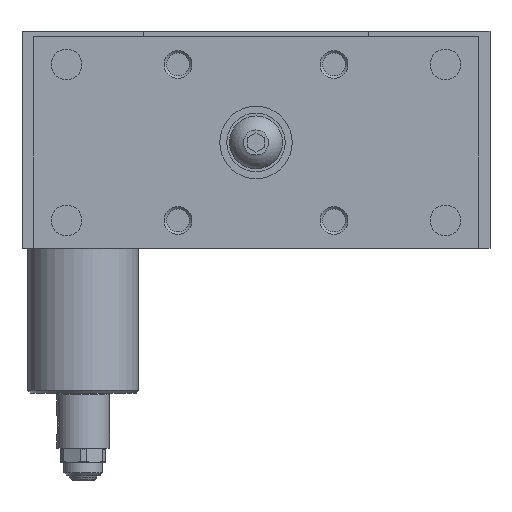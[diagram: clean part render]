
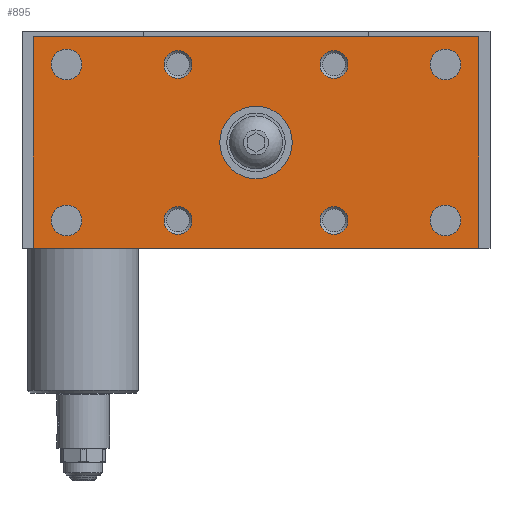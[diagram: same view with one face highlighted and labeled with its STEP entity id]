
A CAD part, left-side view. The second image highlights one B-rep face of the part: STEP entity #895.
In plain terms, the highlighted planar face has unit normal (-1, 0, 0).
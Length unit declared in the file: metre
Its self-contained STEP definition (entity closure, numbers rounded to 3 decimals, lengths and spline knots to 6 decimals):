
#895 = ADVANCED_FACE( '', ( #2005, #2006, #2007, #2008, #2009, #2010, #2011, #2012, #2013, #2014 ), #2015, .F. );
#2005 = FACE_BOUND( '', #3131, .T. );
#2006 = FACE_BOUND( '', #3132, .T. );
#2007 = FACE_BOUND( '', #3133, .T. );
#2008 = FACE_BOUND( '', #3134, .T. );
#2009 = FACE_BOUND( '', #3135, .T. );
#2010 = FACE_BOUND( '', #3136, .T. );
#2011 = FACE_BOUND( '', #3137, .T. );
#2012 = FACE_BOUND( '', #3138, .T. );
#2013 = FACE_BOUND( '', #3139, .T. );
#2014 = FACE_OUTER_BOUND( '', #3140, .T. );
#2015 = PLANE( '', #3141 );
#3131 = EDGE_LOOP( '', ( #5255 ) );
#3132 = EDGE_LOOP( '', ( #5256 ) );
#3133 = EDGE_LOOP( '', ( #5257 ) );
#3134 = EDGE_LOOP( '', ( #5258 ) );
#3135 = EDGE_LOOP( '', ( #5259 ) );
#3136 = EDGE_LOOP( '', ( #5260 ) );
#3137 = EDGE_LOOP( '', ( #5261 ) );
#3138 = EDGE_LOOP( '', ( #5262 ) );
#3139 = EDGE_LOOP( '', ( #5263 ) );
#3140 = EDGE_LOOP( '', ( #5264, #5265, #5266, #5267 ) );
#3141 = AXIS2_PLACEMENT_3D( '', #5268, #5269, #5270 );
#5255 = ORIENTED_EDGE( '', *, *, #5800, .T. );
#5256 = ORIENTED_EDGE( '', *, *, #5507, .T. );
#5257 = ORIENTED_EDGE( '', *, *, #5756, .T. );
#5258 = ORIENTED_EDGE( '', *, *, #5639, .T. );
#5259 = ORIENTED_EDGE( '', *, *, #5970, .T. );
#5260 = ORIENTED_EDGE( '', *, *, #6058, .T. );
#5261 = ORIENTED_EDGE( '', *, *, #5436, .F. );
#5262 = ORIENTED_EDGE( '', *, *, #6065, .F. );
#5263 = ORIENTED_EDGE( '', *, *, #5981, .T. );
#5264 = ORIENTED_EDGE( '', *, *, #5344, .T. );
#5265 = ORIENTED_EDGE( '', *, *, #5932, .T. );
#5266 = ORIENTED_EDGE( '', *, *, #5943, .T. );
#5267 = ORIENTED_EDGE( '', *, *, #5979, .T. );
#5268 = CARTESIAN_POINT( '', ( -0.015, 0.04, -0.001 ) );
#5269 = DIRECTION( '', ( 1., 0., 0. ) );
#5270 = DIRECTION( '', ( 0., 0., 1. ) );
#5344 = EDGE_CURVE( '', #6144, #6142, #6145, .T. );
#5436 = EDGE_CURVE( '', #6304, #6304, #6305, .T. );
#5507 = EDGE_CURVE( '', #6420, #6420, #6421, .T. );
#5639 = EDGE_CURVE( '', #6641, #6641, #6642, .T. );
#5756 = EDGE_CURVE( '', #6818, #6818, #6819, .T. );
#5800 = EDGE_CURVE( '', #6882, #6882, #6883, .T. );
#5932 = EDGE_CURVE( '', #6142, #7061, #7063, .T. );
#5943 = EDGE_CURVE( '', #7061, #7075, #7077, .T. );
#5970 = EDGE_CURVE( '', #7110, #7110, #7111, .T. );
#5979 = EDGE_CURVE( '', #7075, #6144, #7122, .T. );
#5981 = EDGE_CURVE( '', #7124, #7124, #7125, .T. );
#6058 = EDGE_CURVE( '', #7218, #7218, #7219, .T. );
#6065 = EDGE_CURVE( '', #7227, #7227, #7228, .T. );
#6142 = VERTEX_POINT( '', #7309 );
#6144 = VERTEX_POINT( '', #7312 );
#6145 = LINE( '', #7313, #7314 );
#6304 = VERTEX_POINT( '', #7593 );
#6305 = CIRCLE( '', #7594, 0.0025 );
#6420 = VERTEX_POINT( '', #7816 );
#6421 = CIRCLE( '', #7817, 0.00275 );
#6641 = VERTEX_POINT( '', #8188 );
#6642 = CIRCLE( '', #8189, 0.00275 );
#6818 = VERTEX_POINT( '', #8516 );
#6819 = CIRCLE( '', #8517, 0.00275 );
#6882 = VERTEX_POINT( '', #8598 );
#6883 = CIRCLE( '', #8599, 0.0065 );
#7061 = VERTEX_POINT( '', #8814 );
#7063 = LINE( '', #8817, #8818 );
#7075 = VERTEX_POINT( '', #8846 );
#7077 = LINE( '', #8849, #8850 );
#7110 = VERTEX_POINT( '', #8894 );
#7111 = CIRCLE( '', #8895, 0.00275 );
#7122 = LINE( '', #8915, #8916 );
#7124 = VERTEX_POINT( '', #8918 );
#7125 = CIRCLE( '', #8919, 0.0025 );
#7218 = VERTEX_POINT( '', #9031 );
#7219 = CIRCLE( '', #9032, 0.0025 );
#7227 = VERTEX_POINT( '', #9041 );
#7228 = CIRCLE( '', #9042, 0.0025 );
#7309 = CARTESIAN_POINT( '', ( -0.015, 0.04, -0.039 ) );
#7312 = CARTESIAN_POINT( '', ( -0.015, 0.04, -0.001 ) );
#7313 = CARTESIAN_POINT( '', ( -0.015, 0.04, -0.001 ) );
#7314 = VECTOR( '', #9127, 1. );
#7593 = CARTESIAN_POINT( '', ( -0.015, -0.0115, -0.006 ) );
#7594 = AXIS2_PLACEMENT_3D( '', #9270, #9271, #9272 );
#7816 = CARTESIAN_POINT( '', ( -0.015, 0.03675, -0.006 ) );
#7817 = AXIS2_PLACEMENT_3D( '', #9365, #9366, #9367 );
#8188 = CARTESIAN_POINT( '', ( -0.015, 0.03675, -0.034 ) );
#8189 = AXIS2_PLACEMENT_3D( '', #9563, #9564, #9565 );
#8516 = CARTESIAN_POINT( '', ( -0.015, -0.03125, -0.006 ) );
#8517 = AXIS2_PLACEMENT_3D( '', #9701, #9702, #9703 );
#8598 = CARTESIAN_POINT( '', ( -0.015, 0.0065, -0.02 ) );
#8599 = AXIS2_PLACEMENT_3D( '', #9763, #9764, #9765 );
#8814 = CARTESIAN_POINT( '', ( -0.015, -0.04, -0.039 ) );
#8817 = CARTESIAN_POINT( '', ( -0.015, 0.04, -0.039 ) );
#8818 = VECTOR( '', #9928, 1. );
#8846 = CARTESIAN_POINT( '', ( -0.015, -0.04, -0.001 ) );
#8849 = CARTESIAN_POINT( '', ( -0.015, -0.04, -0.039 ) );
#8850 = VECTOR( '', #9936, 1. );
#8894 = CARTESIAN_POINT( '', ( -0.015, -0.03125, -0.034 ) );
#8895 = AXIS2_PLACEMENT_3D( '', #9957, #9958, #9959 );
#8915 = CARTESIAN_POINT( '', ( -0.015, -0.04, -0.001 ) );
#8916 = VECTOR( '', #9964, 1. );
#8918 = CARTESIAN_POINT( '', ( -0.015, -0.0115, -0.034 ) );
#8919 = AXIS2_PLACEMENT_3D( '', #9965, #9966, #9967 );
#9031 = CARTESIAN_POINT( '', ( -0.015, 0.0115, -0.006 ) );
#9032 = AXIS2_PLACEMENT_3D( '', #10042, #10043, #10044 );
#9041 = CARTESIAN_POINT( '', ( -0.015, 0.0115, -0.034 ) );
#9042 = AXIS2_PLACEMENT_3D( '', #10052, #10053, #10054 );
#9127 = DIRECTION( '', ( 0., 0., -1. ) );
#9270 = CARTESIAN_POINT( '', ( -0.015, -0.014, -0.006 ) );
#9271 = DIRECTION( '', ( -1., 0., 0. ) );
#9272 = DIRECTION( '', ( 0., 1., 0. ) );
#9365 = CARTESIAN_POINT( '', ( -0.015, 0.034, -0.006 ) );
#9366 = DIRECTION( '', ( 1., 0., 0. ) );
#9367 = DIRECTION( '', ( 0., 1., 0. ) );
#9563 = CARTESIAN_POINT( '', ( -0.015, 0.034, -0.034 ) );
#9564 = DIRECTION( '', ( 1., 0., 0. ) );
#9565 = DIRECTION( '', ( 0., 1., 0. ) );
#9701 = CARTESIAN_POINT( '', ( -0.015, -0.034, -0.006 ) );
#9702 = DIRECTION( '', ( 1., 0., 0. ) );
#9703 = DIRECTION( '', ( 0., 1., 0. ) );
#9763 = CARTESIAN_POINT( '', ( -0.015, 0., -0.02 ) );
#9764 = DIRECTION( '', ( 1., 0., 0. ) );
#9765 = DIRECTION( '', ( 0., 1., 0. ) );
#9928 = DIRECTION( '', ( 0., -1., 0. ) );
#9936 = DIRECTION( '', ( 0., 0., 1. ) );
#9957 = CARTESIAN_POINT( '', ( -0.015, -0.034, -0.034 ) );
#9958 = DIRECTION( '', ( 1., 0., 0. ) );
#9959 = DIRECTION( '', ( 0., 1., 0. ) );
#9964 = DIRECTION( '', ( 0., 1., 0. ) );
#9965 = CARTESIAN_POINT( '', ( -0.015, -0.014, -0.034 ) );
#9966 = DIRECTION( '', ( 1., 0., 0. ) );
#9967 = DIRECTION( '', ( 0., 1., 0. ) );
#10042 = CARTESIAN_POINT( '', ( -0.015, 0.014, -0.006 ) );
#10043 = DIRECTION( '', ( 1., 0., 0. ) );
#10044 = DIRECTION( '', ( 0., -1., 0. ) );
#10052 = CARTESIAN_POINT( '', ( -0.015, 0.014, -0.034 ) );
#10053 = DIRECTION( '', ( -1., 0., 0. ) );
#10054 = DIRECTION( '', ( 0., -1., 0. ) );
